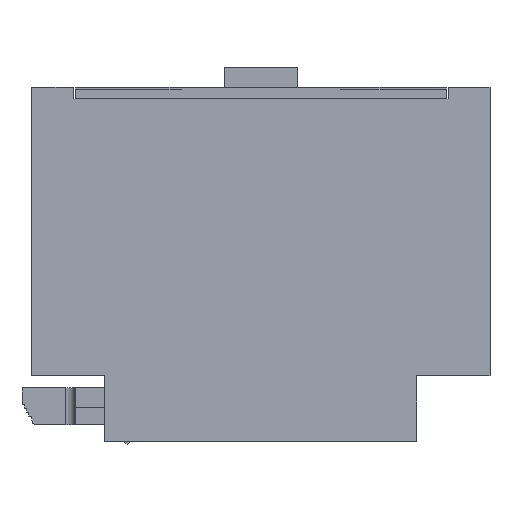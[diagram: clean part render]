
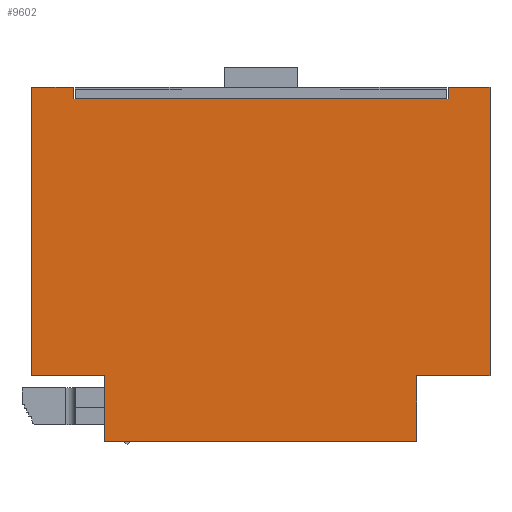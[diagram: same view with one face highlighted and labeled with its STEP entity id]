
A CAD part, left-side view. The second image highlights one B-rep face of the part: STEP entity #9602.
In plain terms, the highlighted planar face has unit normal (-1, 0, 0).
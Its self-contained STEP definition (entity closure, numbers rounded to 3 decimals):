
#1=DIRECTION('',(0.,-1.,0.));
#2=VECTOR('',#1,38.1);
#3=CARTESIAN_POINT('',(0.,42.55,35.15));
#4=LINE('',#3,#2);
#37=DIRECTION('',(0.,1.,0.));
#38=VECTOR('',#37,0.2);
#39=CARTESIAN_POINT('',(0.,42.55,35.15));
#40=LINE('',#39,#38);
#49=DIRECTION('',(0.,0.,1.));
#50=VECTOR('',#49,1.2);
#51=CARTESIAN_POINT('',(0.,42.75,35.15));
#52=LINE('',#51,#50);
#374=DIRECTION('',(0.,0.,-1.));
#375=VECTOR('',#374,6.75);
#376=CARTESIAN_POINT('',(0.,39.5,6.75));
#377=LINE('',#376,#375);
#640=DIRECTION('',(0.,0.,1.));
#641=VECTOR('',#640,6.75);
#642=CARTESIAN_POINT('',(0.,7.5,0.));
#643=LINE('',#642,#641);
#871=DIRECTION('',(0.,1.,0.));
#872=VECTOR('',#871,0.2);
#873=CARTESIAN_POINT('',(0.,4.25,35.15));
#874=LINE('',#873,#872);
#6298=DIRECTION('',(0.,-1.,0.));
#6299=VECTOR('',#6298,7.5);
#6300=CARTESIAN_POINT('',(0.,7.5,6.75));
#6301=LINE('',#6300,#6299);
#6306=DIRECTION('',(0.,0.,1.));
#6307=VECTOR('',#6306,29.6);
#6308=CARTESIAN_POINT('',(0.,0.,6.75));
#6309=LINE('',#6308,#6307);
#6314=DIRECTION('',(0.,1.,0.));
#6315=VECTOR('',#6314,4.25);
#6316=CARTESIAN_POINT('',(0.,0.,36.35));
#6317=LINE('',#6316,#6315);
#6322=DIRECTION('',(0.,0.,-1.));
#6323=VECTOR('',#6322,1.2);
#6324=CARTESIAN_POINT('',(0.,4.25,36.35));
#6325=LINE('',#6324,#6323);
#6390=DIRECTION('',(0.,-1.,0.));
#6391=VECTOR('',#6390,32.);
#6392=CARTESIAN_POINT('',(0.,39.5,0.));
#6393=LINE('',#6392,#6391);
#7503=DIRECTION('',(0.,-1.,0.));
#7504=VECTOR('',#7503,7.5);
#7505=CARTESIAN_POINT('',(0.,47.,6.75));
#7506=LINE('',#7505,#7504);
#7511=DIRECTION('',(0.,0.,-1.));
#7512=VECTOR('',#7511,29.6);
#7513=CARTESIAN_POINT('',(0.,47.,36.35));
#7514=LINE('',#7513,#7512);
#7519=DIRECTION('',(0.,1.,0.));
#7520=VECTOR('',#7519,4.25);
#7521=CARTESIAN_POINT('',(0.,42.75,36.35));
#7522=LINE('',#7521,#7520);
#7547=CARTESIAN_POINT('',(0.,39.5,6.75));
#7548=CARTESIAN_POINT('',(0.,39.5,0.));
#7549=VERTEX_POINT('',#7547);
#7550=VERTEX_POINT('',#7548);
#7551=CARTESIAN_POINT('',(0.,47.,6.75));
#7552=VERTEX_POINT('',#7551);
#7553=CARTESIAN_POINT('',(0.,47.,36.35));
#7554=VERTEX_POINT('',#7553);
#7555=CARTESIAN_POINT('',(0.,42.75,36.35));
#7556=VERTEX_POINT('',#7555);
#7557=CARTESIAN_POINT('',(0.,42.75,35.15));
#7558=VERTEX_POINT('',#7557);
#7559=CARTESIAN_POINT('',(0.,4.25,36.35));
#7560=CARTESIAN_POINT('',(0.,4.25,35.15));
#7561=VERTEX_POINT('',#7559);
#7562=VERTEX_POINT('',#7560);
#7563=CARTESIAN_POINT('',(0.,0.,36.35));
#7564=VERTEX_POINT('',#7563);
#7565=CARTESIAN_POINT('',(0.,0.,6.75));
#7566=VERTEX_POINT('',#7565);
#7567=CARTESIAN_POINT('',(0.,7.5,6.75));
#7568=VERTEX_POINT('',#7567);
#7569=CARTESIAN_POINT('',(0.,7.5,0.));
#7570=VERTEX_POINT('',#7569);
#9407=CARTESIAN_POINT('',(0.,42.55,35.15));
#9408=CARTESIAN_POINT('',(0.,4.45,35.15));
#9409=VERTEX_POINT('',#9407);
#9410=VERTEX_POINT('',#9408);
#9567=CARTESIAN_POINT('',(0.,23.5,0.));
#9568=DIRECTION('',(1.,0.,0.));
#9569=DIRECTION('',(0.,1.,0.));
#9570=AXIS2_PLACEMENT_3D('',#9567,#9568,#9569);
#9571=PLANE('',#9570);
#9573=ORIENTED_EDGE('',*,*,#9572,.T.);
#9575=ORIENTED_EDGE('',*,*,#9574,.F.);
#9577=ORIENTED_EDGE('',*,*,#9576,.F.);
#9579=ORIENTED_EDGE('',*,*,#9578,.F.);
#9581=ORIENTED_EDGE('',*,*,#9580,.F.);
#9583=ORIENTED_EDGE('',*,*,#9582,.F.);
#9585=ORIENTED_EDGE('',*,*,#9584,.F.);
#9587=ORIENTED_EDGE('',*,*,#9586,.F.);
#9589=ORIENTED_EDGE('',*,*,#9588,.F.);
#9591=ORIENTED_EDGE('',*,*,#9590,.F.);
#9593=ORIENTED_EDGE('',*,*,#9592,.F.);
#9595=ORIENTED_EDGE('',*,*,#9594,.F.);
#9597=ORIENTED_EDGE('',*,*,#9596,.F.);
#9599=ORIENTED_EDGE('',*,*,#9598,.F.);
#9600=EDGE_LOOP('',(#9573,#9575,#9577,#9579,#9581,#9583,#9585,#9587,#9589,#9591,
#9593,#9595,#9597,#9599));
#9601=FACE_OUTER_BOUND('',#9600,.F.);
#9572=EDGE_CURVE('',#9409,#9410,#4,.T.);
#9574=EDGE_CURVE('',#7562,#9410,#874,.T.);
#9576=EDGE_CURVE('',#7561,#7562,#6325,.T.);
#9578=EDGE_CURVE('',#7564,#7561,#6317,.T.);
#9580=EDGE_CURVE('',#7566,#7564,#6309,.T.);
#9582=EDGE_CURVE('',#7568,#7566,#6301,.T.);
#9584=EDGE_CURVE('',#7570,#7568,#643,.T.);
#9586=EDGE_CURVE('',#7550,#7570,#6393,.T.);
#9588=EDGE_CURVE('',#7549,#7550,#377,.T.);
#9590=EDGE_CURVE('',#7552,#7549,#7506,.T.);
#9592=EDGE_CURVE('',#7554,#7552,#7514,.T.);
#9594=EDGE_CURVE('',#7556,#7554,#7522,.T.);
#9596=EDGE_CURVE('',#7558,#7556,#52,.T.);
#9598=EDGE_CURVE('',#9409,#7558,#40,.T.);
#9602=ADVANCED_FACE('',(#9601),#9571,.F.);
